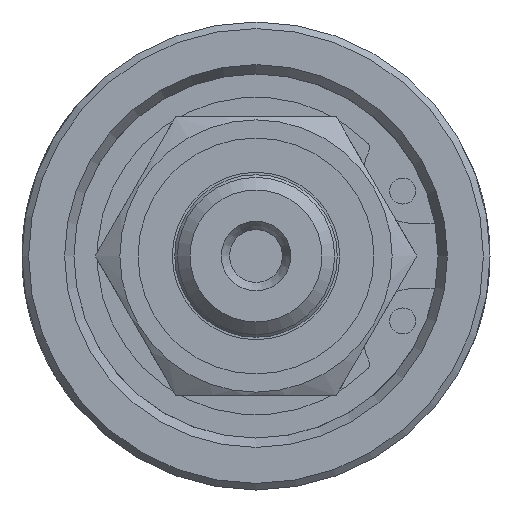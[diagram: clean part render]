
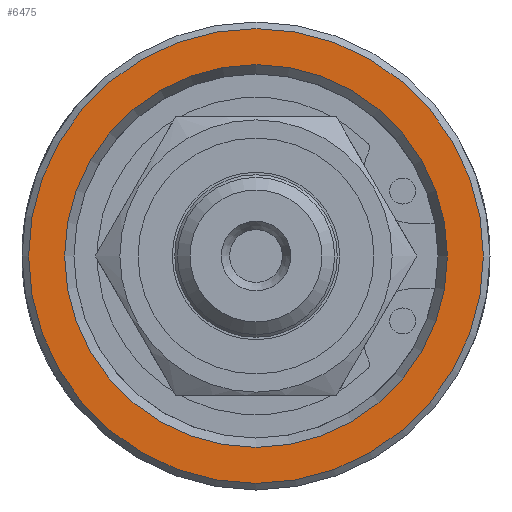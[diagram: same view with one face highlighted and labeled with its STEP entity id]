
A CAD part, left-side view. The second image highlights one B-rep face of the part: STEP entity #6475.
In plain terms, the highlighted planar face has unit normal (-1, 0, 0).
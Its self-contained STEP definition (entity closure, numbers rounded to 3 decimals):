
#72=FACE_BOUND('',#2295,.T.);
#1885=FACE_OUTER_BOUND('',#2294,.T.);
#2294=EDGE_LOOP('',(#5993));
#2295=EDGE_LOOP('',(#5994,#5995));
#2499=CIRCLE('',#6889,13.785);
#2500=CIRCLE('',#6891,11.6);
#2501=CIRCLE('',#6892,11.6);
#3142=VERTEX_POINT('',#62033);
#3143=VERTEX_POINT('',#62037);
#3144=VERTEX_POINT('',#62038);
#4097=EDGE_CURVE('',#3142,#3142,#2499,.T.);
#4098=EDGE_CURVE('',#3143,#3144,#2500,.T.);
#4099=EDGE_CURVE('',#3144,#3143,#2501,.T.);
#5993=ORIENTED_EDGE('',*,*,#4097,.F.);
#5994=ORIENTED_EDGE('',*,*,#4098,.T.);
#5995=ORIENTED_EDGE('',*,*,#4099,.T.);
#6115=PLANE('',#6890);
#6475=ADVANCED_FACE('',(#1885,#72),#6115,.T.);
#6889=AXIS2_PLACEMENT_3D('',#62035,#8020,#8021);
#6890=AXIS2_PLACEMENT_3D('',#62036,#8022,#8023);
#6891=AXIS2_PLACEMENT_3D('',#62039,#8024,#8025);
#6892=AXIS2_PLACEMENT_3D('',#62040,#8026,#8027);
#8020=DIRECTION('center_axis',(1.,0.,0.));
#8021=DIRECTION('ref_axis',(0.,-1.,0.));
#8022=DIRECTION('center_axis',(-1.,0.,0.));
#8023=DIRECTION('ref_axis',(0.,0.,1.));
#8024=DIRECTION('center_axis',(1.,0.,0.));
#8025=DIRECTION('ref_axis',(0.,1.,0.));
#8026=DIRECTION('center_axis',(1.,0.,0.));
#8027=DIRECTION('ref_axis',(0.,1.,0.));
#62033=CARTESIAN_POINT('',(0.,13.785,0.));
#62035=CARTESIAN_POINT('Origin',(0.,0.,0.));
#62036=CARTESIAN_POINT('Origin',(0.,7.093,0.));
#62037=CARTESIAN_POINT('',(0.,11.6,0.));
#62038=CARTESIAN_POINT('',(0.,-11.6,0.));
#62039=CARTESIAN_POINT('Origin',(0.,0.,0.));
#62040=CARTESIAN_POINT('Origin',(0.,0.,0.));
